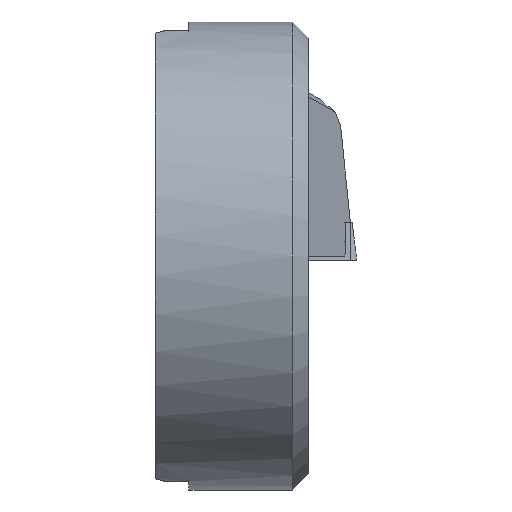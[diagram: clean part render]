
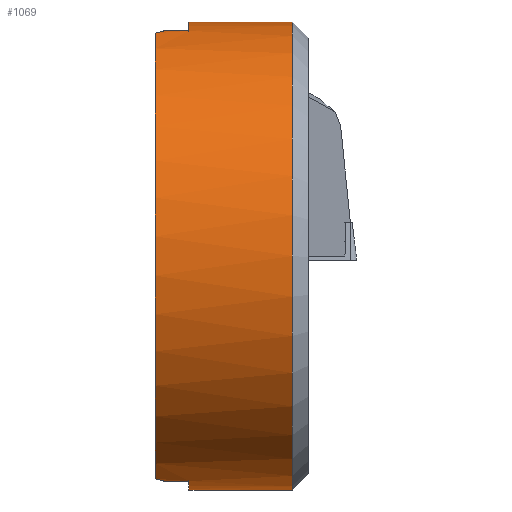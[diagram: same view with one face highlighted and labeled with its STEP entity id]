
A CAD part, left-side view. The second image highlights one B-rep face of the part: STEP entity #1069.
In plain terms, the highlighted cylindrical face has radius 14.5 mm (diameter 29 mm), a partial arc.
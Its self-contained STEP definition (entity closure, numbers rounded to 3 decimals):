
#647=VERTEX_POINT('NONE',#1690);
#649=EDGE_CURVE('NONE',#1401,#647,#1692,.T.);
#677=EDGE_CURVE('NONE',#1379,#761,#1726,.T.);
#721=EDGE_CURVE('',#731,#1335,#1772,.T.);
#731=VERTEX_POINT('',#1783);
#761=VERTEX_POINT('NONE',#1817);
#859=VERTEX_POINT('NONE',#1929);
#875=EDGE_CURVE('NONE',#973,#1539,#1947,.T.);
#973=VERTEX_POINT('NONE',#2056);
#1059=EDGE_CURVE('NONE',#859,#1331,#2153,.T.);
#1069=ADVANCED_FACE('NONE',(#2166),#2167,.T.);
#1131=EDGE_CURVE('NONE',#1335,#973,#2235,.T.);
#1295=EDGE_CURVE('NONE',#1539,#1401,#2417,.T.);
#1317=EDGE_CURVE('NONE',#1331,#731,#2442,.T.);
#1331=VERTEX_POINT('NONE',#2457);
#1335=VERTEX_POINT('NONE',#2462);
#1379=VERTEX_POINT('NONE',#2507);
#1401=VERTEX_POINT('NONE',#2531);
#1499=EDGE_CURVE('NONE',#647,#1379,#2634,.T.);
#1515=EDGE_CURVE('NONE',#761,#859,#2651,.T.);
#1539=VERTEX_POINT('NONE',#2677);
#1690=CARTESIAN_POINT('',(-3.95,-0.5,13.952));
#1692=LINE('',#2893,#2894);
#1726=CIRCLE('',#2934,14.5);
#1772=LINE('',#3004,#3005);
#1783=CARTESIAN_POINT('',(0.,-2.1,-14.5));
#1817=CARTESIAN_POINT('',(-4.45,0.,-13.8));
#1929=CARTESIAN_POINT('',(-3.95,-0.5,-13.952));
#1947=LINE('',#3254,#3255);
#2056=CARTESIAN_POINT('',(0.0,-8.5,14.5));
#2153=LINE('',#3536,#3537);
#2166=FACE_OUTER_BOUND('',#3551,.T.);
#2167=CYLINDRICAL_SURFACE('',#3552,14.5);
#2235=CIRCLE('',#3637,14.5);
#2417=CIRCLE('',#3897,14.5);
#2442=CIRCLE('',#3926,14.5);
#2457=CARTESIAN_POINT('',(-3.95,-2.1,-13.952));
#2462=CARTESIAN_POINT('',(0.,-8.5,-14.5));
#2507=CARTESIAN_POINT('',(-4.45,0.,13.8));
#2531=CARTESIAN_POINT('',(-3.95,-2.1,13.952));
#2634=(B_SPLINE_CURVE(3,(#4194,#4195,#4196,#4197),.UNSPECIFIED.,.F.,.F.)B_SPLINE_CURVE_WITH_KNOTS((4,4),(4.988,5.024),.UNSPECIFIED.)RATIONAL_B_SPLINE_CURVE((1.0,1.,1.,1.0))BOUNDED_CURVE()REPRESENTATION_ITEM('')GEOMETRIC_REPRESENTATION_ITEM()CURVE());
#2651=(B_SPLINE_CURVE(3,(#4239,#4240,#4241,#4242),.UNSPECIFIED.,.F.,.F.)B_SPLINE_CURVE_WITH_KNOTS((4,4),(1.259,1.295),.UNSPECIFIED.)RATIONAL_B_SPLINE_CURVE((1.0,1.,1.,1.0))BOUNDED_CURVE()REPRESENTATION_ITEM('')GEOMETRIC_REPRESENTATION_ITEM()CURVE());
#2677=CARTESIAN_POINT('',(0.0,-2.1,14.5));
#2893=CARTESIAN_POINT('',(-3.95,-9.5,13.952));
#2894=VECTOR('',#4433,1000.0);
#2934=AXIS2_PLACEMENT_3D('',#4499,#4500,#4501);
#3004=CARTESIAN_POINT('',(0.,-4.25,-14.5));
#3005=VECTOR('',#4534,1.0);
#3254=CARTESIAN_POINT('',(0.0,0.0,14.5));
#3255=VECTOR('',#4761,1000.0);
#3536=CARTESIAN_POINT('',(-3.95,-9.5,-13.952));
#3537=VECTOR('',#5012,1000.0);
#3551=EDGE_LOOP('',(#5041,#5042,#5043,#5044,#5045,#5046,#5047,#5048,#5049,#5050));
#3552=AXIS2_PLACEMENT_3D('',#5051,#5052,#5053);
#3637=AXIS2_PLACEMENT_3D('',#5122,#5123,#5124);
#3897=AXIS2_PLACEMENT_3D('',#5358,#5359,#5360);
#3926=AXIS2_PLACEMENT_3D('',#5402,#5403,#5404);
#4194=CARTESIAN_POINT('',(-3.95,-0.5,13.952));
#4195=CARTESIAN_POINT('',(-4.118,-0.332,13.904));
#4196=CARTESIAN_POINT('',(-4.284,-0.166,13.854));
#4197=CARTESIAN_POINT('',(-4.45,0.,13.8));
#4239=CARTESIAN_POINT('',(-4.45,0.,-13.8));
#4240=CARTESIAN_POINT('',(-4.284,-0.166,-13.854));
#4241=CARTESIAN_POINT('',(-4.118,-0.332,-13.904));
#4242=CARTESIAN_POINT('',(-3.95,-0.5,-13.952));
#4433=DIRECTION('',(-0.0,1.0,0.0));
#4499=CARTESIAN_POINT('',(0.0,0.0,0.0));
#4500=DIRECTION('',(0.0,-1.0,0.0));
#4501=DIRECTION('',(0.0,0.0,-1.0));
#4534=DIRECTION('',(0.0,-1.0,0.0));
#4761=DIRECTION('',(-0.0,1.0,0.0));
#5012=DIRECTION('',(0.0,-1.0,0.0));
#5041=ORIENTED_EDGE('',*,*,#721,.T.);
#5042=ORIENTED_EDGE('',*,*,#1131,.T.);
#5043=ORIENTED_EDGE('',*,*,#875,.T.);
#5044=ORIENTED_EDGE('',*,*,#1295,.T.);
#5045=ORIENTED_EDGE('',*,*,#649,.T.);
#5046=ORIENTED_EDGE('',*,*,#1499,.T.);
#5047=ORIENTED_EDGE('',*,*,#677,.T.);
#5048=ORIENTED_EDGE('',*,*,#1515,.T.);
#5049=ORIENTED_EDGE('',*,*,#1059,.T.);
#5050=ORIENTED_EDGE('',*,*,#1317,.T.);
#5051=CARTESIAN_POINT('',(0.0,-9.5,0.0));
#5052=DIRECTION('',(-0.0,1.0,-0.0));
#5053=DIRECTION('',(0.0,0.0,1.0));
#5122=CARTESIAN_POINT('',(0.0,-8.5,0.0));
#5123=DIRECTION('',(0.0,1.0,0.0));
#5124=DIRECTION('',(0.0,0.0,-1.0));
#5358=CARTESIAN_POINT('',(0.0,-2.1,0.0));
#5359=DIRECTION('',(0.0,-1.0,0.0));
#5360=DIRECTION('',(0.0,0.0,-1.0));
#5402=CARTESIAN_POINT('',(0.0,-2.1,0.0));
#5403=DIRECTION('',(0.0,-1.0,0.0));
#5404=DIRECTION('',(0.0,0.0,-1.0));
